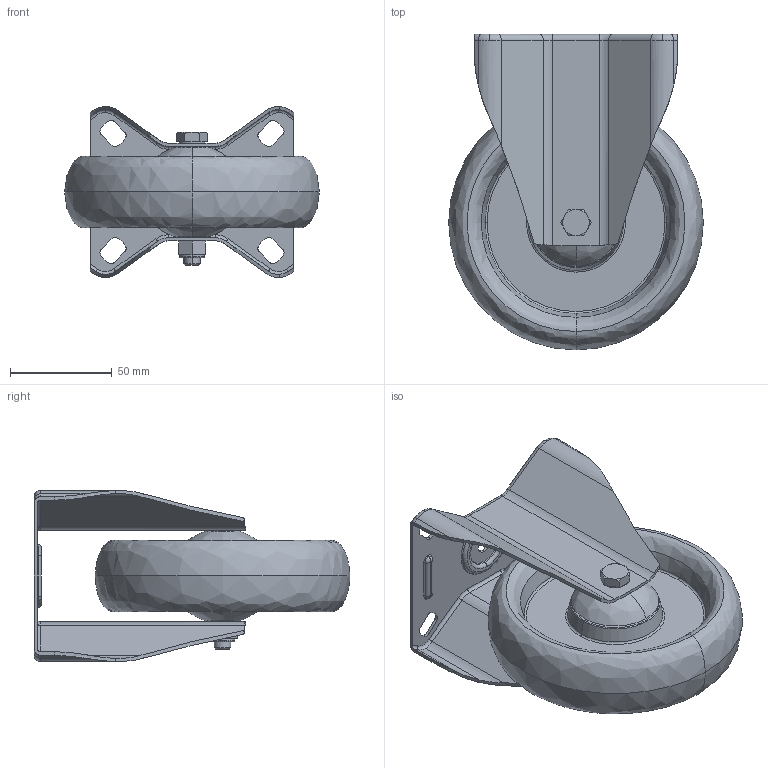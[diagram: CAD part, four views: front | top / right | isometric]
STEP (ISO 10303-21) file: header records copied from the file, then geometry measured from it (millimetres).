
FILE_DESCRIPTION (( 'STEP AP214' ), '1' );
FILE_NAME ('0025016.step', '2021-05-05T11:16:42', ( 'Windows-Benutzer' ), ( '' ), 'SwSTEP 2.0', 'SolidWorks 2020', '' );
FILE_SCHEMA (( 'AUTOMOTIVE_DESIGN' ));
Length unit declared in the file: millimetre
Products named in the file (1): 0025016
Bounding box: 125 x 155 x 84 mm (x, y, z)
Volume: 277633.6 mm3; surface area: 140959.7 mm2
Topology: 8 solids, 10 shells, 386 faces, 904 edges, 558 vertices
Faces by surface type: cylinder 146, torus 104, plane 88, cone 32, bspline 16
Entity records: 15881 total; most frequent: CARTESIAN_POINT 2477, DIRECTION 2084, ORIENTED_EDGE 1808, EDGE_CURVE 904, AXIS2_PLACEMENT_3D 897, VERTEX_POINT 558, CIRCLE 526, EDGE_LOOP 436
